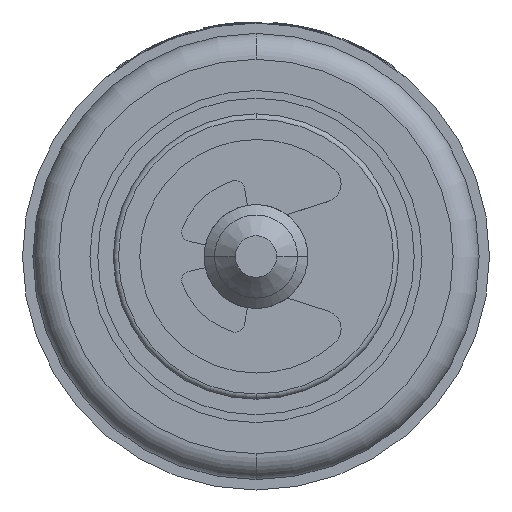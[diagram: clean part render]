
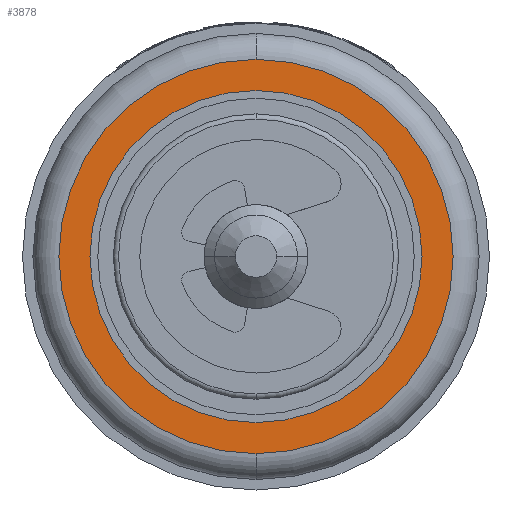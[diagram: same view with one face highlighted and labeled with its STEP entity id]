
A CAD part, front view. The second image highlights one B-rep face of the part: STEP entity #3878.
In plain terms, the highlighted planar face has unit normal (0, -1, 0).
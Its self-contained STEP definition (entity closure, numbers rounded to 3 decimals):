
#96 = DIRECTION ( 'NONE',  ( 0., -1., 0. ) ) ;
#366 = CARTESIAN_POINT ( 'NONE',  ( 0., -10., -1.6 ) ) ;
#596 = DIRECTION ( 'NONE',  ( 0., 0., -1. ) ) ;
#619 = ORIENTED_EDGE ( 'NONE', *, *, #3338, .T. ) ;
#663 = CARTESIAN_POINT ( 'NONE',  ( 1.35, -10., 0. ) ) ;
#664 = AXIS2_PLACEMENT_3D ( 'NONE', #2369, #4308, #4644 ) ;
#1125 = FACE_BOUND ( 'NONE', #3377, .T. ) ;
#1242 = VERTEX_POINT ( 'NONE', #5128 ) ;
#1370 = DIRECTION ( 'NONE',  ( 0., 0., -1. ) ) ;
#1562 = EDGE_CURVE ( 'Defeature ausgef�hrt1_26+Defeature ausgef�hrt1_5+Defeature ausgef�hrt1_5+Defeature ausgef�hrt1_5', #2116, #3111, #4441, .T. ) ;
#1657 = CARTESIAN_POINT ( 'NONE',  ( 0., -10., 0. ) ) ;
#1847 = CARTESIAN_POINT ( 'NONE',  ( 0., -10., 1.6 ) ) ;
#1850 = AXIS2_PLACEMENT_3D ( 'NONE', #663, #3076, #2677 ) ;
#2030 = CIRCLE ( 'NONE', #3545, 1.6 ) ;
#2116 = VERTEX_POINT ( 'NONE', #366 ) ;
#2117 = EDGE_LOOP ( 'NONE', ( #3922, #619 ) ) ;
#2369 = CARTESIAN_POINT ( 'NONE',  ( 0., -10., 0. ) ) ;
#2608 = DIRECTION ( 'NONE',  ( 0., -1., 0. ) ) ;
#2677 = DIRECTION ( 'NONE',  ( 0., 0., -1. ) ) ;
#3076 = DIRECTION ( 'NONE',  ( 0., -1., 0. ) ) ;
#3111 = VERTEX_POINT ( 'NONE', #1847 ) ;
#3271 = DIRECTION ( 'NONE',  ( 0., 0., -1. ) ) ;
#3338 = EDGE_CURVE ( 'Defeature ausgef�hrt1_5+Defeature ausgef�hrt1_10+Defeature ausgef�hrt1_10+Defeature ausgef�hrt1_10', #1242, #3498, #3450, .T. ) ;
#3377 = EDGE_LOOP ( 'NONE', ( #4817, #5137 ) ) ;
#3450 = CIRCLE ( 'NONE', #4696, 1.9 ) ;
#3486 = EDGE_CURVE ( 'Defeature ausgef�hrt1_5+Defeature ausgef�hrt1_10+Defeature ausgef�hrt1_10+Defeature ausgef�hrt1_10', #3498, #1242, #4528, .T. ) ;
#3498 = VERTEX_POINT ( 'NONE', #4874 ) ;
#3545 = AXIS2_PLACEMENT_3D ( 'NONE', #4152, #4494, #1370 ) ;
#3853 = PLANE ( 'NONE',  #1850 ) ;
#3878 = ADVANCED_FACE ( 'Defeature ausgef�hrt1_5', ( #1125, #5136 ), #3853, .T. ) ;
#3922 = ORIENTED_EDGE ( 'NONE', *, *, #3486, .T. ) ;
#4152 = CARTESIAN_POINT ( 'NONE',  ( 0., -10., 0. ) ) ;
#4308 = DIRECTION ( 'NONE',  ( 0., -1., 0. ) ) ;
#4441 = CIRCLE ( 'NONE', #4524, 1.6 ) ;
#4494 = DIRECTION ( 'NONE',  ( 0., -1., 0. ) ) ;
#4521 = EDGE_CURVE ( 'Defeature ausgef�hrt1_26+Defeature ausgef�hrt1_5+Defeature ausgef�hrt1_5+Defeature ausgef�hrt1_5', #3111, #2116, #2030, .T. ) ;
#4524 = AXIS2_PLACEMENT_3D ( 'NONE', #4930, #2608, #596 ) ;
#4528 = CIRCLE ( 'NONE', #664, 1.9 ) ;
#4644 = DIRECTION ( 'NONE',  ( 0., 0., -1. ) ) ;
#4696 = AXIS2_PLACEMENT_3D ( 'NONE', #1657, #96, #3271 ) ;
#4817 = ORIENTED_EDGE ( 'NONE', *, *, #1562, .F. ) ;
#4874 = CARTESIAN_POINT ( 'NONE',  ( 0., -10., -1.9 ) ) ;
#4930 = CARTESIAN_POINT ( 'NONE',  ( 0., -10., 0. ) ) ;
#5128 = CARTESIAN_POINT ( 'NONE',  ( 0., -10., 1.9 ) ) ;
#5136 = FACE_OUTER_BOUND ( 'NONE', #2117, .T. ) ;
#5137 = ORIENTED_EDGE ( 'NONE', *, *, #4521, .F. ) ;
